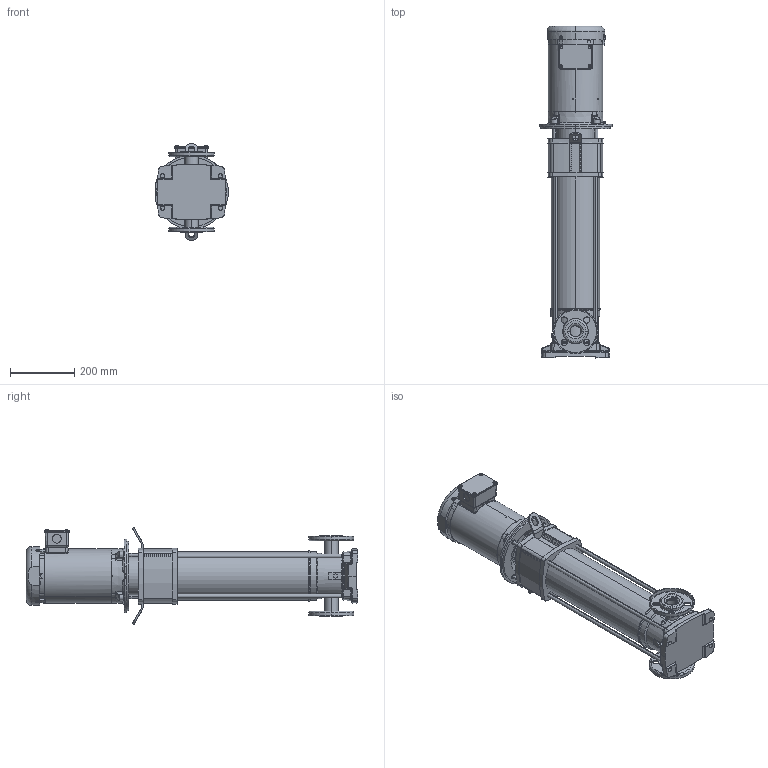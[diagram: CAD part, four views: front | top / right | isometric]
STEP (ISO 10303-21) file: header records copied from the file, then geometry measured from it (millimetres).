
FILE_DESCRIPTION (( 'STEP AP203' ), '1' );
FILE_NAME ('HELIX V10-13_575V.step', '2017-10-26T17:33:00', ( '' ), ( '' ), 'SwSTEP 2.0', 'SolidWorks 2017', '' );
FILE_SCHEMA (( 'CONFIG_CONTROL_DESIGN' ));
Length unit declared in the file: inch
Products named in the file (5): socket head cap screw_ai_HX-SHCS 0.375-16x1.75x1.25-N; HELIX V10-13_575V; ANSI Flange 1.25 IN; HELIX V10-13_208-230-460V; Helix Base 10-30
Assembly tree (8 placements, depth 2):
  HELIX V10-13_575V
    HELIX V10-13_208-230-460V
    ANSI Flange 1.25 IN  x2
    Helix Base 10-30
    socket head cap screw_ai_HX-SHCS 0.375-16x1.75x1.25-N  x4
Bounding box: 225.51 x 1029.71 x 300 mm (x, y, z)
Volume: 1249634.8 mm3; surface area: 1290295.2 mm2
Topology: 7 solids, 21 shells, 2193 faces, 5716 edges, 3681 vertices
Faces by surface type: plane 999, cylinder 695, bspline 150, cone 149, torus 100, sphere 100
Entity records: 88125 total; most frequent: CARTESIAN_POINT 40714, ORIENTED_EDGE 10824, DIRECTION 7851, EDGE_CURVE 5416, VERTEX_POINT 3516, AXIS2_PLACEMENT_3D 2716, LINE 2419, VECTOR 2419
